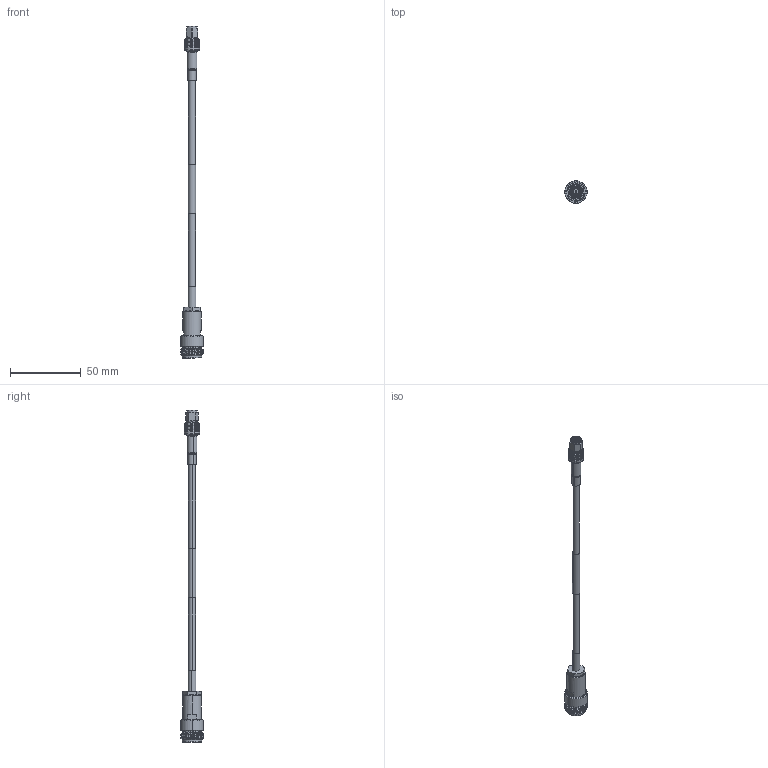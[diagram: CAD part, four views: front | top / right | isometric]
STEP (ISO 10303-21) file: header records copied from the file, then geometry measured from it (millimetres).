
FILE_DESCRIPTION (( 'STEP AP214' ), '1' );
FILE_NAME ('FMC00139_3D.step', '2024-01-19T19:39:36', ( '' ), ( '' ), 'SwSTEP 2.0', 'SolidWorks 2022', '' );
FILE_SCHEMA (( 'AUTOMOTIVE_DESIGN' ));
Length unit declared in the file: inch
Products named in the file (9): Copy (2) of Cable_LMR-195_240177^FMC00139_Cable_LMR-195; Copy of TC-195-SM-SS-X_ferrule^Copy of TC-195-SM-SS-X_FMC00139; Copy of SC9302^FMC00139; Copy of TC-195-SM-SS-X_c-contact^Copy of TC-195-SM-SS-X_FMC00139; Copy of Heatshrink_LMR-195-2_240177^FMC00139; Copy of TC-195-SM-SS-X^FMC00139; Copy of TC-195-SM-SS-X_body^Copy of TC-195-SM-SS-X_FMC00139; FMC00139_3D; Copy of Heatshrink_LMR-195-3_240177^FMC00139
Assembly tree (8 placements, depth 3):
  FMC00139_3D
    Copy (2) of Cable_LMR-195_240177^FMC00139_Cable_LMR-195
    Copy of TC-195-SM-SS-X^FMC00139
      Copy of TC-195-SM-SS-X_body^Copy of TC-195-SM-SS-X_FMC00139
      Copy of TC-195-SM-SS-X_c-contact^Copy of TC-195-SM-SS-X_FMC00139
      Copy of TC-195-SM-SS-X_ferrule^Copy of TC-195-SM-SS-X_FMC00139
    Copy of SC9302^FMC00139
    Copy of Heatshrink_LMR-195-2_240177^FMC00139
    Copy of Heatshrink_LMR-195-3_240177^FMC00139
Bounding box: 15.88 x 15.88 x 234.87 mm (x, y, z)
Volume: 10828.3 mm3; surface area: 8633.6 mm2
Topology: 8 solids, 8 shells, 339 faces, 746 edges, 453 vertices
Faces by surface type: cylinder 123, cone 99, plane 78, torus 34, bspline 3, sphere 2
Entity records: 11350 total; most frequent: CARTESIAN_POINT 3288, DIRECTION 1711, ORIENTED_EDGE 1488, EDGE_CURVE 744, AXIS2_PLACEMENT_3D 729, VERTEX_POINT 453, CIRCLE 381, EDGE_LOOP 377
